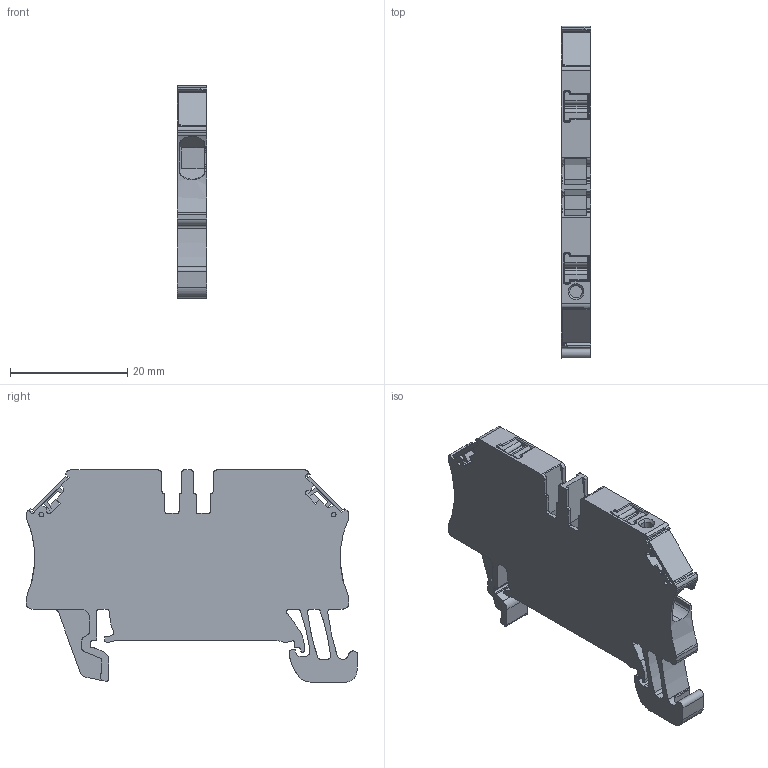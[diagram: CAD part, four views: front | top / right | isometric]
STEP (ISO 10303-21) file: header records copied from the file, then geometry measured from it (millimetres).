
FILE_DESCRIPTION(('CATIA V5 STEP Exchange','CAx-IF Rec.Pracs.--- Model Styling and Organization---1.5--- 2016-08-15','CAx-IF Rec.Pracs.---Supplemental Geometry---1.0---2011-11-01','CAx-IF Rec.Pracs.--- Composite Materials ---1.1---2010-07-15'),'2;1');
FILE_NAME ('1975320-1_0', '2025-09-22T05:35:43+00:00', ('none'), ('Weidmueller'), 'CATIA Version 5-6 Release 2024 SP4', 'CATIA V5 STEP AP214 v3', 'none');
FILE_SCHEMA(('AUTOMOTIVE_DESIGN { 1 0 10303 214 1 1 1 1 }'));
Length unit declared in the file: millimetre
Products named in the file (1): 3010200000
Bounding box: 5.1 x 56.53 x 36.15 mm (x, y, z)
Volume: 6608.2 mm3; surface area: 5544.1 mm2
Topology: 5 solids, 5 shells, 675 faces, 1902 edges, 1243 vertices
Faces by surface type: plane 308, cylinder 222, extrusion 109, cone 22, bspline 8, torus 3, sphere 3
Entity records: 22918 total; most frequent: CARTESIAN_POINT 6467, ORIENTED_EDGE 3798, DIRECTION 2642, EDGE_CURVE 1899, VECTOR 1364, LINE 1255, VERTEX_POINT 1243, AXIS2_PLACEMENT_3D 818
